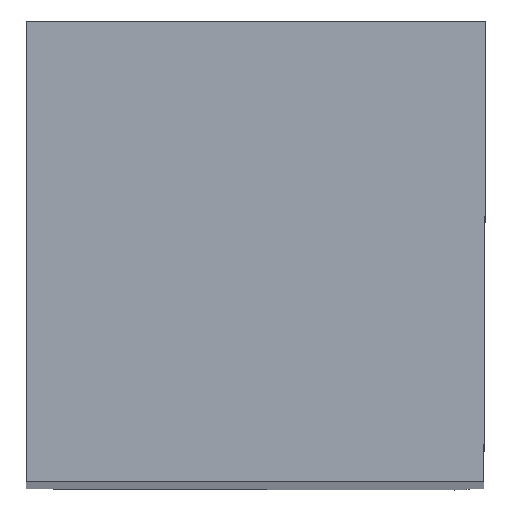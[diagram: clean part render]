
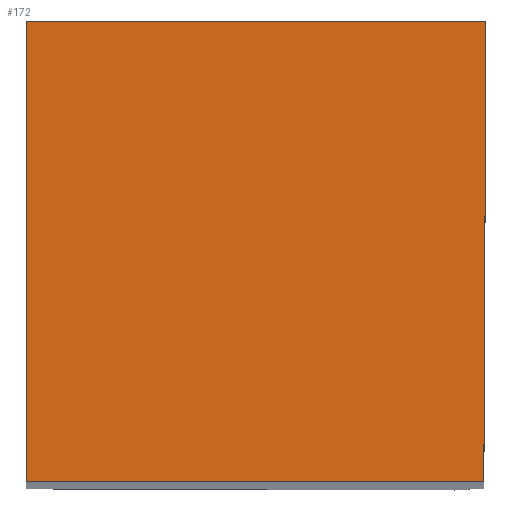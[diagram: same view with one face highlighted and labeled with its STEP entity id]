
A CAD part, top view. The second image highlights one B-rep face of the part: STEP entity #172.
In plain terms, the highlighted planar face has unit normal (0, 0, 1).
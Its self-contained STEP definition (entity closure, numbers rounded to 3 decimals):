
#172=ADVANCED_FACE('',(#226),#205,.T.);
#205=PLANE('',#751);
#226=FACE_OUTER_BOUND('',#249,.T.);
#249=EDGE_LOOP('',(#337,#338,#339,#340));
#337=ORIENTED_EDGE('',*,*,#509,.F.);
#338=ORIENTED_EDGE('',*,*,#516,.T.);
#339=ORIENTED_EDGE('',*,*,#512,.F.);
#340=ORIENTED_EDGE('',*,*,#505,.F.);
#449=VERTEX_POINT('',#1043);
#450=VERTEX_POINT('',#1045);
#452=VERTEX_POINT('',#1051);
#453=VERTEX_POINT('',#1057);
#505=EDGE_CURVE('',#449,#450,#576,.T.);
#509=EDGE_CURVE('',#452,#449,#580,.T.);
#512=EDGE_CURVE('',#450,#453,#583,.T.);
#516=EDGE_CURVE('',#452,#453,#585,.T.);
#576=LINE('',#1044,#626);
#580=LINE('',#1052,#630);
#583=LINE('',#1056,#633);
#585=LINE('',#1064,#635);
#626=VECTOR('',#844,1.);
#630=VECTOR('',#850,1.);
#633=VECTOR('',#855,1.);
#635=VECTOR('',#865,1.);
#751=AXIS2_PLACEMENT_3D('',#1066,#868,#869);
#844=DIRECTION('',(1.,0.,0.));
#850=DIRECTION('',(0.,1.,0.));
#855=DIRECTION('',(-0.004,-1.,0.));
#865=DIRECTION('',(1.,0.,0.));
#868=DIRECTION('',(0.,0.,1.));
#869=DIRECTION('',(1.,0.,0.));
#1043=CARTESIAN_POINT('',(-11.95,11.95,0.));
#1044=CARTESIAN_POINT('',(-14.,11.95,0.));
#1045=CARTESIAN_POINT('',(0.,11.95,0.));
#1051=CARTESIAN_POINT('',(-11.95,0.,0.));
#1052=CARTESIAN_POINT('',(-11.95,-2.,0.));
#1056=CARTESIAN_POINT('',(0.009,13.959,0.));
#1057=CARTESIAN_POINT('',(-0.052,0.,0.));
#1064=CARTESIAN_POINT('',(-14.,0.,0.));
#1066=CARTESIAN_POINT('',(2.,13.95,0.));
